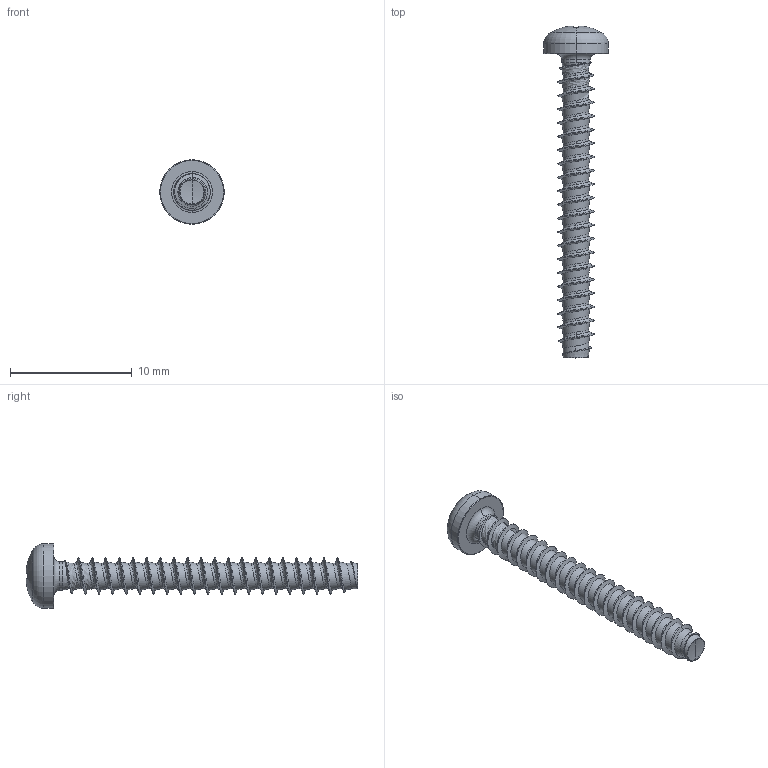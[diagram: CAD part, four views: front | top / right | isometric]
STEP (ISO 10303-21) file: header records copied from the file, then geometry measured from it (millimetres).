
FILE_DESCRIPTION (( 'STEP AP203' ), '1' );
FILE_NAME ('STP320300250.STEP', '2017-08-15T14:16:20', ( '' ), ( '' ), 'SwSTEP 2.0', 'SolidWorks 2015', '' );
FILE_SCHEMA (( 'CONFIG_CONTROL_DESIGN' ));
Products named in the file (1): STP320300250
Bounding box: 5.3 x 27.28 x 5.3 mm (x, y, z)
Volume: 140.5 mm3; surface area: 347.9 mm2
Topology: 1 solids, 1 shells, 206 faces, 487 edges, 283 vertices
Faces by surface type: cylinder 69, bspline 51, torus 28, sphere 28, plane 22, cone 8
Entity records: 34711 total; most frequent: CARTESIAN_POINT 30426, ORIENTED_EDGE 970, DIRECTION 791, EDGE_CURVE 485, AXIS2_PLACEMENT_3D 345, VERTEX_POINT 283, EDGE_LOOP 208, ADVANCED_FACE 206
